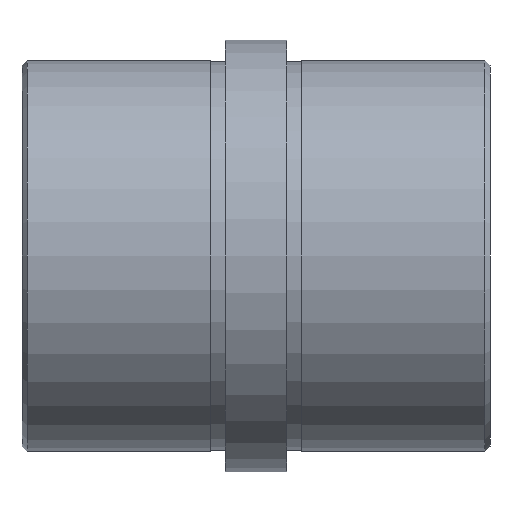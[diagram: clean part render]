
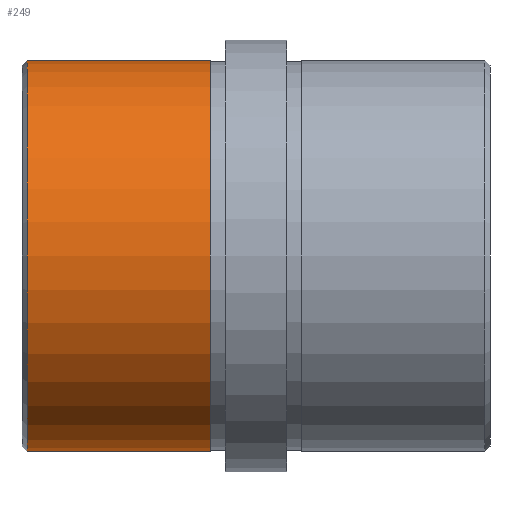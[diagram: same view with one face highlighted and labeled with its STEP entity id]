
A CAD part, front view. The second image highlights one B-rep face of the part: STEP entity #249.
In plain terms, the highlighted cylindrical face has radius 19.2 mm (diameter 38.4 mm), a partial arc.
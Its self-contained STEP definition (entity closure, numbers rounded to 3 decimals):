
#11 = CARTESIAN_POINT ( 'NONE',  ( -4.5, 0., 19.2 ) ) ;
#26 = DIRECTION ( 'NONE',  ( -1., 0., 0. ) ) ;
#32 = ORIENTED_EDGE ( 'NONE', *, *, #293, .T. ) ;
#60 = CIRCLE ( 'NONE', #575, 19.2 ) ;
#67 = DIRECTION ( 'NONE',  ( 0., 0., 1. ) ) ;
#69 = AXIS2_PLACEMENT_3D ( 'NONE', #187, #496, #234 ) ;
#94 = VERTEX_POINT ( 'NONE', #11 ) ;
#133 = DIRECTION ( 'NONE',  ( -1., 0., 0. ) ) ;
#137 = DIRECTION ( 'NONE',  ( -1., 0., 0. ) ) ;
#149 = ORIENTED_EDGE ( 'NONE', *, *, #265, .F. ) ;
#177 = EDGE_LOOP ( 'NONE', ( #149, #32, #349, #394 ) ) ;
#183 = DIRECTION ( 'NONE',  ( -1., 0., 0. ) ) ;
#187 = CARTESIAN_POINT ( 'NONE',  ( -4.5, 0., 0. ) ) ;
#234 = DIRECTION ( 'NONE',  ( 0., 0., 1. ) ) ;
#249 = ADVANCED_FACE ( 'NONE', ( #338 ), #652, .T. ) ;
#265 = EDGE_CURVE ( 'NONE', #418, #650, #504, .T. ) ;
#293 = EDGE_CURVE ( 'NONE', #418, #94, #490, .T. ) ;
#301 = EDGE_CURVE ( 'NONE', #650, #563, #60, .T. ) ;
#323 = EDGE_CURVE ( 'NONE', #94, #563, #499, .T. ) ;
#338 = FACE_OUTER_BOUND ( 'NONE', #177, .T. ) ;
#349 = ORIENTED_EDGE ( 'NONE', *, *, #323, .T. ) ;
#391 = CARTESIAN_POINT ( 'NONE',  ( -42.446, 0., 0. ) ) ;
#394 = ORIENTED_EDGE ( 'NONE', *, *, #301, .F. ) ;
#418 = VERTEX_POINT ( 'NONE', #518 ) ;
#435 = AXIS2_PLACEMENT_3D ( 'NONE', #391, #183, #455 ) ;
#445 = CARTESIAN_POINT ( 'NONE',  ( -42.446, 0., 19.2 ) ) ;
#455 = DIRECTION ( 'NONE',  ( 0., 0., 1. ) ) ;
#490 = CIRCLE ( 'NONE', #69, 19.2 ) ;
#496 = DIRECTION ( 'NONE',  ( -1., 0., 0. ) ) ;
#499 = LINE ( 'NONE', #445, #565 ) ;
#504 = LINE ( 'NONE', #548, #626 ) ;
#518 = CARTESIAN_POINT ( 'NONE',  ( -4.5, 0., -19.2 ) ) ;
#540 = CARTESIAN_POINT ( 'NONE',  ( -22.5, 0., 0. ) ) ;
#548 = CARTESIAN_POINT ( 'NONE',  ( -42.446, 0., -19.2 ) ) ;
#563 = VERTEX_POINT ( 'NONE', #572 ) ;
#565 = VECTOR ( 'NONE', #137, 1000. ) ;
#572 = CARTESIAN_POINT ( 'NONE',  ( -22.5, 0., 19.2 ) ) ;
#575 = AXIS2_PLACEMENT_3D ( 'NONE', #540, #133, #67 ) ;
#579 = CARTESIAN_POINT ( 'NONE',  ( -22.5, 0., -19.2 ) ) ;
#626 = VECTOR ( 'NONE', #26, 1000. ) ;
#650 = VERTEX_POINT ( 'NONE', #579 ) ;
#652 = CYLINDRICAL_SURFACE ( 'NONE', #435, 19.2 ) ;
